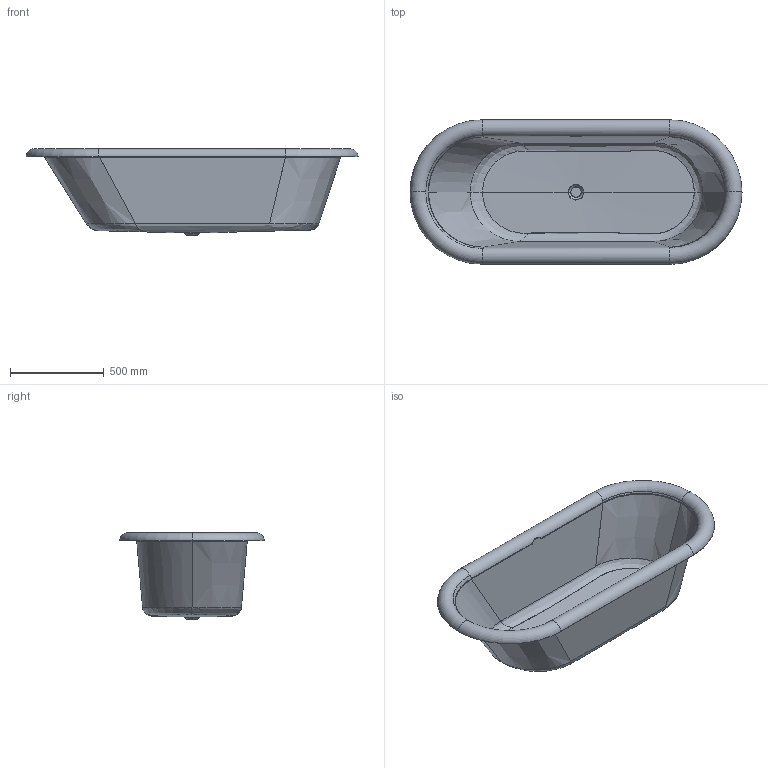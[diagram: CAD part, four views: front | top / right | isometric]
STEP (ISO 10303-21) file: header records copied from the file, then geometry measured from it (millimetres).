
FILE_DESCRIPTION((''),'2;1');
FILE_NAME('UBQ180NEU7V_NEXUS','2022-07-06T13:49:08',('hegemanc'),('Villeroy & Boch Wellness bv'),'CREO PARAMETRIC BY PTC INC, 2020454','CREO PARAMETRIC BY PTC INC, 2020454','');
FILE_SCHEMA(('CONFIG_CONTROL_DESIGN'));
Length unit declared in the file: millimetre
Products named in the file (1): UBQ180NEU7V_NEXUS
Bounding box: 1770.65 x 770.68 x 463 mm (x, y, z)
Surface area: 2511429.3 mm2 (no closed solid volume)
Topology: 0 solids, 6 shells, 69 faces, 187 edges, 115 vertices
Faces by surface type: bspline 34, cylinder 13, torus 11, plane 8, cone 3
Entity records: 7210 total; most frequent: CARTESIAN_POINT 5796, ORIENTED_EDGE 293, DIRECTION 195, EDGE_CURVE 183, VERTEX_POINT 115, B_SPLINE_CURVE_WITH_KNOTS 95, AXIS2_PLACEMENT_3D 72, EDGE_LOOP 69
